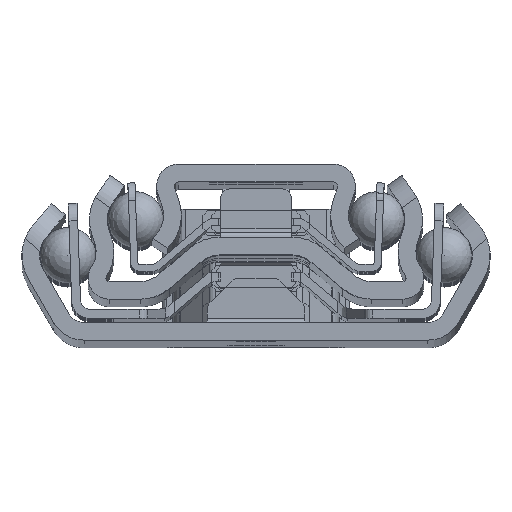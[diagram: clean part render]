
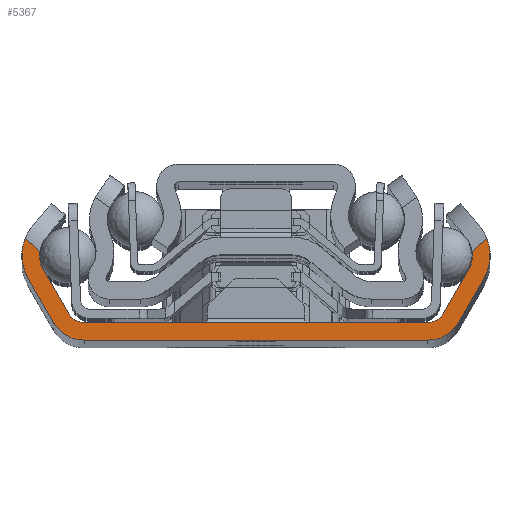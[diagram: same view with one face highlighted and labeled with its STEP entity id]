
A CAD part, top view. The second image highlights one B-rep face of the part: STEP entity #5367.
In plain terms, the highlighted planar face has unit normal (0, 0, 1).
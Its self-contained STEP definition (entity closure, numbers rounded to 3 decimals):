
#230 = EDGE_CURVE ( 'NONE', #9543, #3746, #16646, .T. ) ;
#632 = CARTESIAN_POINT ( 'NONE',  ( 19.452, 4., 0. ) ) ;
#720 = CIRCLE ( 'NONE', #26315, 5.2 ) ;
#816 = ORIENTED_EDGE ( 'NONE', *, *, #12137, .T. ) ;
#1076 = LINE ( 'NONE', #3548, #21257 ) ;
#1292 = DIRECTION ( 'NONE',  ( -1., 0., 0. ) ) ;
#1389 = EDGE_CURVE ( 'NONE', #25201, #28235, #7994, .T. ) ;
#1811 = CARTESIAN_POINT ( 'NONE',  ( 21.762, 0., 0. ) ) ;
#2472 = CARTESIAN_POINT ( 'NONE',  ( -26.351, 11.67, 0. ) ) ;
#2590 = VERTEX_POINT ( 'NONE', #24338 ) ;
#2737 = AXIS2_PLACEMENT_3D ( 'NONE', #4662, #23038, #7307 ) ;
#2797 = VECTOR ( 'NONE', #32865, 1000. ) ;
#3292 = DIRECTION ( 'NONE',  ( -1., 0., 0. ) ) ;
#3433 = EDGE_CURVE ( 'NONE', #11577, #19641, #720, .T. ) ;
#3548 = CARTESIAN_POINT ( 'NONE',  ( -20.607, 2., 0. ) ) ;
#3746 = VERTEX_POINT ( 'NONE', #19439 ) ;
#3902 = CARTESIAN_POINT ( 'NONE',  ( 24.819, 10.384, 0. ) ) ;
#4042 = EDGE_LOOP ( 'NONE', ( #7590, #7950, #816, #11052, #30306, #21593, #15729, #30474, #16624, #7511, #29711, #27450, #5627, #21130, #20669, #33727 ) ) ;
#4185 = DIRECTION ( 'NONE',  ( 0., 0., 1. ) ) ;
#4209 = PLANE ( 'NONE',  #16431 ) ;
#4240 = VERTEX_POINT ( 'NONE', #17603 ) ;
#4470 = VERTEX_POINT ( 'NONE', #23907 ) ;
#4662 = CARTESIAN_POINT ( 'NONE',  ( -21.3, 9.6, 0. ) ) ;
#4746 = CARTESIAN_POINT ( 'NONE',  ( -21.762, 0., 0. ) ) ;
#4775 = VERTEX_POINT ( 'NONE', #25151 ) ;
#4855 = DIRECTION ( 'NONE',  ( 0.5, -0.866, 0. ) ) ;
#5094 = AXIS2_PLACEMENT_3D ( 'NONE', #10428, #28793, #13080 ) ;
#5306 = LINE ( 'NONE', #22804, #24602 ) ;
#5367 = ADVANCED_FACE ( 'NONE', ( #17046 ), #4209, .F. ) ;
#5627 = ORIENTED_EDGE ( 'NONE', *, *, #14782, .T. ) ;
#5901 = VERTEX_POINT ( 'NONE', #21443 ) ;
#5988 = LINE ( 'NONE', #21993, #26177 ) ;
#6208 = DIRECTION ( 'NONE',  ( -1., 0., 0. ) ) ;
#6234 = CARTESIAN_POINT ( 'NONE',  ( 21.3, 9.6, 0. ) ) ;
#6593 = EDGE_CURVE ( 'NONE', #5901, #17848, #19415, .T. ) ;
#6632 = AXIS2_PLACEMENT_3D ( 'NONE', #23397, #7662, #26066 ) ;
#6868 = DIRECTION ( 'NONE',  ( -1., 0., 0. ) ) ;
#7307 = DIRECTION ( 'NONE',  ( -1., 0., 0. ) ) ;
#7432 = CIRCLE ( 'NONE', #33509, 3.2 ) ;
#7482 = VECTOR ( 'NONE', #17591, 1000. ) ;
#7511 = ORIENTED_EDGE ( 'NONE', *, *, #230, .T. ) ;
#7590 = ORIENTED_EDGE ( 'NONE', *, *, #3433, .T. ) ;
#7662 = DIRECTION ( 'NONE',  ( 0., 0., -1. ) ) ;
#7946 = EDGE_CURVE ( 'NONE', #31716, #9543, #7432, .T. ) ;
#7950 = ORIENTED_EDGE ( 'NONE', *, *, #23779, .T. ) ;
#7994 = LINE ( 'NONE', #21354, #21927 ) ;
#8392 = VERTEX_POINT ( 'NONE', #14172 ) ;
#8555 = CIRCLE ( 'NONE', #14230, 3.2 ) ;
#8868 = DIRECTION ( 'NONE',  ( 1., 0., 0. ) ) ;
#9543 = VERTEX_POINT ( 'NONE', #11678 ) ;
#9784 = LINE ( 'NONE', #3902, #2797 ) ;
#10291 = CIRCLE ( 'NONE', #13612, 4. ) ;
#10310 = DIRECTION ( 'NONE',  ( -0.766, 0.643, 0. ) ) ;
#10428 = CARTESIAN_POINT ( 'NONE',  ( 19.452, 4., 0. ) ) ;
#10796 = DIRECTION ( 'NONE',  ( 1., 0., 0. ) ) ;
#11052 = ORIENTED_EDGE ( 'NONE', *, *, #28428, .T. ) ;
#11577 = VERTEX_POINT ( 'NONE', #24315 ) ;
#11678 = CARTESIAN_POINT ( 'NONE',  ( -24.463, 10.085, 0. ) ) ;
#12137 = EDGE_CURVE ( 'NONE', #24918, #2590, #8555, .T. ) ;
#12816 = EDGE_CURVE ( 'NONE', #17848, #24903, #1076, .T. ) ;
#13080 = DIRECTION ( 'NONE',  ( -1., 0., 0. ) ) ;
#13612 = AXIS2_PLACEMENT_3D ( 'NONE', #19941, #4185, #22563 ) ;
#14172 = CARTESIAN_POINT ( 'NONE',  ( 22.917, 2., 0. ) ) ;
#14230 = AXIS2_PLACEMENT_3D ( 'NONE', #6234, #24621, #8868 ) ;
#14467 = LINE ( 'NONE', #1811, #7482 ) ;
#14782 = EDGE_CURVE ( 'NONE', #4240, #25201, #10291, .T. ) ;
#15018 = VECTOR ( 'NONE', #10310, 1000. ) ;
#15569 = CARTESIAN_POINT ( 'NONE',  ( 21.3, 9.6, 0. ) ) ;
#15631 = CIRCLE ( 'NONE', #25523, 4. ) ;
#15729 = ORIENTED_EDGE ( 'NONE', *, *, #30170, .T. ) ;
#16326 = EDGE_CURVE ( 'NONE', #4470, #4240, #28240, .T. ) ;
#16431 = AXIS2_PLACEMENT_3D ( 'NONE', #27759, #22587, #6868 ) ;
#16624 = ORIENTED_EDGE ( 'NONE', *, *, #7946, .T. ) ;
#16646 = LINE ( 'NONE', #2472, #15018 ) ;
#17046 = FACE_OUTER_BOUND ( 'NONE', #4042, .T. ) ;
#17068 = DIRECTION ( 'NONE',  ( 0., 0., -1. ) ) ;
#17162 = EDGE_CURVE ( 'NONE', #4775, #31716, #5988, .T. ) ;
#17167 = CARTESIAN_POINT ( 'NONE',  ( 19.452, 2., 0. ) ) ;
#17456 = CARTESIAN_POINT ( 'NONE',  ( -24.071, 8., 0. ) ) ;
#17559 = CIRCLE ( 'NONE', #2737, 5.2 ) ;
#17591 = DIRECTION ( 'NONE',  ( 0.5, 0.866, 0. ) ) ;
#17603 = CARTESIAN_POINT ( 'NONE',  ( -22.917, 2., 0. ) ) ;
#17848 = VERTEX_POINT ( 'NONE', #17167 ) ;
#18209 = DIRECTION ( 'NONE',  ( 1., 0., 0. ) ) ;
#18480 = EDGE_CURVE ( 'NONE', #8392, #11577, #14467, .T. ) ;
#19053 = DIRECTION ( 'NONE',  ( 0., 0., 1. ) ) ;
#19415 = CIRCLE ( 'NONE', #5094, 2. ) ;
#19439 = CARTESIAN_POINT ( 'NONE',  ( -26.143, 11.495, 0. ) ) ;
#19641 = VERTEX_POINT ( 'NONE', #22469 ) ;
#19941 = CARTESIAN_POINT ( 'NONE',  ( -19.452, 4., 0. ) ) ;
#20497 = CARTESIAN_POINT ( 'NONE',  ( -19.452, 0., 0. ) ) ;
#20669 = ORIENTED_EDGE ( 'NONE', *, *, #27784, .T. ) ;
#21130 = ORIENTED_EDGE ( 'NONE', *, *, #1389, .T. ) ;
#21257 = VECTOR ( 'NONE', #6208, 1000. ) ;
#21261 = VECTOR ( 'NONE', #4855, 1000. ) ;
#21354 = CARTESIAN_POINT ( 'NONE',  ( 21.762, 0., 0. ) ) ;
#21443 = CARTESIAN_POINT ( 'NONE',  ( 21.185, 3., 0. ) ) ;
#21593 = ORIENTED_EDGE ( 'NONE', *, *, #12816, .T. ) ;
#21927 = VECTOR ( 'NONE', #10796, 1000. ) ;
#21993 = CARTESIAN_POINT ( 'NONE',  ( -24.071, 8., 0. ) ) ;
#22216 = CARTESIAN_POINT ( 'NONE',  ( 19.452, 0., 0. ) ) ;
#22469 = CARTESIAN_POINT ( 'NONE',  ( 26.143, 11.495, 0. ) ) ;
#22563 = DIRECTION ( 'NONE',  ( -1., 0., 0. ) ) ;
#22587 = DIRECTION ( 'NONE',  ( 0., 0., -1. ) ) ;
#22804 = CARTESIAN_POINT ( 'NONE',  ( 24.071, 8., 0. ) ) ;
#23038 = DIRECTION ( 'NONE',  ( 0., 0., 1. ) ) ;
#23397 = CARTESIAN_POINT ( 'NONE',  ( -19.452, 4., 0. ) ) ;
#23779 = EDGE_CURVE ( 'NONE', #19641, #24918, #9784, .T. ) ;
#23907 = CARTESIAN_POINT ( 'NONE',  ( -25.803, 7., 0. ) ) ;
#24315 = CARTESIAN_POINT ( 'NONE',  ( 25.803, 7., 0. ) ) ;
#24338 = CARTESIAN_POINT ( 'NONE',  ( 24.071, 8., 0. ) ) ;
#24602 = VECTOR ( 'NONE', #25469, 1000. ) ;
#24621 = DIRECTION ( 'NONE',  ( 0., 0., -1. ) ) ;
#24661 = DIRECTION ( 'NONE',  ( -0.5, 0.866, 0. ) ) ;
#24903 = VERTEX_POINT ( 'NONE', #26945 ) ;
#24918 = VERTEX_POINT ( 'NONE', #32325 ) ;
#25151 = CARTESIAN_POINT ( 'NONE',  ( -21.185, 3., 0. ) ) ;
#25201 = VERTEX_POINT ( 'NONE', #20497 ) ;
#25469 = DIRECTION ( 'NONE',  ( -0.5, -0.866, 0. ) ) ;
#25523 = AXIS2_PLACEMENT_3D ( 'NONE', #632, #19053, #3292 ) ;
#26066 = DIRECTION ( 'NONE',  ( -1., 0., 0. ) ) ;
#26177 = VECTOR ( 'NONE', #24661, 1000. ) ;
#26315 = AXIS2_PLACEMENT_3D ( 'NONE', #15569, #33934, #18209 ) ;
#26945 = CARTESIAN_POINT ( 'NONE',  ( -19.452, 2., 0. ) ) ;
#26949 = CIRCLE ( 'NONE', #6632, 2. ) ;
#27450 = ORIENTED_EDGE ( 'NONE', *, *, #16326, .T. ) ;
#27759 = CARTESIAN_POINT ( 'NONE',  ( -21.3, 9.6, 0. ) ) ;
#27784 = EDGE_CURVE ( 'NONE', #28235, #8392, #15631, .T. ) ;
#28235 = VERTEX_POINT ( 'NONE', #22216 ) ;
#28240 = LINE ( 'NONE', #4746, #21261 ) ;
#28428 = EDGE_CURVE ( 'NONE', #2590, #5901, #5306, .T. ) ;
#28793 = DIRECTION ( 'NONE',  ( 0., 0., -1. ) ) ;
#29711 = ORIENTED_EDGE ( 'NONE', *, *, #33978, .T. ) ;
#30170 = EDGE_CURVE ( 'NONE', #24903, #4775, #26949, .T. ) ;
#30306 = ORIENTED_EDGE ( 'NONE', *, *, #6593, .T. ) ;
#30474 = ORIENTED_EDGE ( 'NONE', *, *, #17162, .T. ) ;
#31716 = VERTEX_POINT ( 'NONE', #17456 ) ;
#32325 = CARTESIAN_POINT ( 'NONE',  ( 24.463, 10.085, 0. ) ) ;
#32787 = CARTESIAN_POINT ( 'NONE',  ( -21.3, 9.6, 0. ) ) ;
#32865 = DIRECTION ( 'NONE',  ( -0.766, -0.643, 0. ) ) ;
#33509 = AXIS2_PLACEMENT_3D ( 'NONE', #32787, #17068, #1292 ) ;
#33727 = ORIENTED_EDGE ( 'NONE', *, *, #18480, .T. ) ;
#33934 = DIRECTION ( 'NONE',  ( 0., 0., 1. ) ) ;
#33978 = EDGE_CURVE ( 'NONE', #3746, #4470, #17559, .T. ) ;
